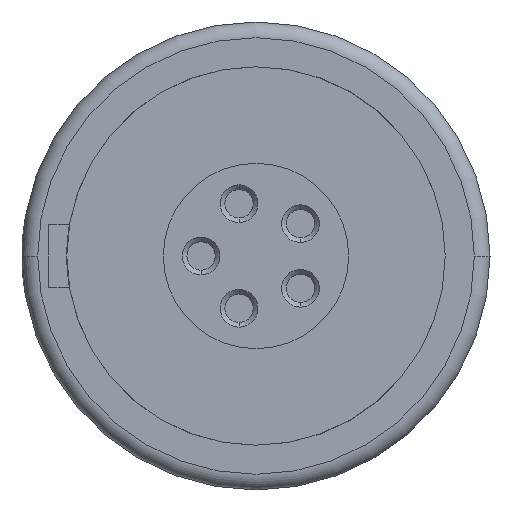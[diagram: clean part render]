
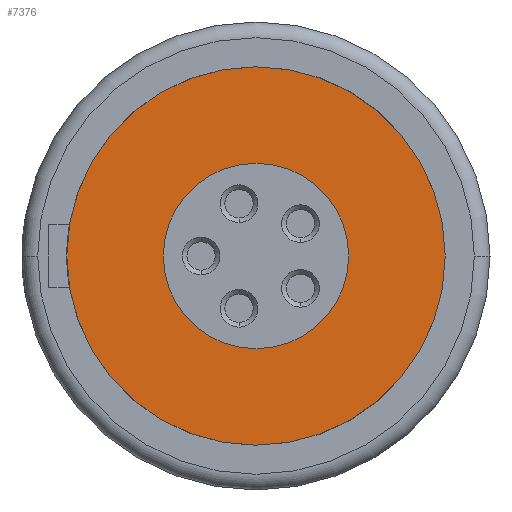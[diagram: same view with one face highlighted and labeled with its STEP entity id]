
A CAD part, left-side view. The second image highlights one B-rep face of the part: STEP entity #7376.
In plain terms, the highlighted planar face has unit normal (-1, 0, 0).
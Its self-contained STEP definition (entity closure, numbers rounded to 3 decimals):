
#3785=CARTESIAN_POINT('',(-1.,0.,0.));
#3786=DIRECTION('',(-1.,0.,0.));
#3787=DIRECTION('',(0.,1.,0.));
#3788=AXIS2_PLACEMENT_3D('',#3785,#3786,#3787);
#3790=CARTESIAN_POINT('',(-1.,0.,0.));
#3791=DIRECTION('',(1.,0.,0.));
#3792=DIRECTION('',(0.,1.,0.));
#3793=AXIS2_PLACEMENT_3D('',#3790,#3791,#3792);
#3795=CARTESIAN_POINT('',(-1.,0.,0.));
#3796=DIRECTION('',(-1.,0.,0.));
#3797=DIRECTION('',(0.,0.,1.));
#3798=AXIS2_PLACEMENT_3D('',#3795,#3796,#3797);
#3800=CARTESIAN_POINT('',(-1.,0.,0.));
#3801=DIRECTION('',(-1.,0.,0.));
#3802=DIRECTION('',(0.,0.,-1.));
#3803=AXIS2_PLACEMENT_3D('',#3800,#3801,#3802);
#4061=CARTESIAN_POINT('',(-1.,0.,-2.95));
#4062=VERTEX_POINT('',#4061);
#4063=CARTESIAN_POINT('',(-1.,0.,2.95));
#4064=VERTEX_POINT('',#4063);
#4304=CARTESIAN_POINT('',(-1.,-6.025,0.));
#4306=VERTEX_POINT('',#4304);
#4311=CARTESIAN_POINT('',(-1.,6.025,0.));
#4312=VERTEX_POINT('',#4311);
#7361=CARTESIAN_POINT('',(-1.,0.,0.));
#7362=DIRECTION('',(1.,0.,0.));
#7363=DIRECTION('',(0.,-1.,0.));
#7364=AXIS2_PLACEMENT_3D('',#7361,#7362,#7363);
#7365=PLANE('',#7364);
#7366=ORIENTED_EDGE('',*,*,#7352,.F.);
#7367=ORIENTED_EDGE('',*,*,#7338,.T.);
#7368=EDGE_LOOP('',(#7366,#7367));
#7369=FACE_OUTER_BOUND('',#7368,.F.);
#7371=ORIENTED_EDGE('',*,*,#7370,.T.);
#7373=ORIENTED_EDGE('',*,*,#7372,.T.);
#7374=EDGE_LOOP('',(#7371,#7373));
#7375=FACE_BOUND('',#7374,.F.);
#7376=ADVANCED_FACE('',(#7369,#7375),#7365,.F.);
#3789=CIRCLE('',#3788,6.025);
#3794=CIRCLE('',#3793,6.025);
#3799=CIRCLE('',#3798,2.95);
#3804=CIRCLE('',#3803,2.95);
#7338=EDGE_CURVE('',#4312,#4306,#3794,.T.);
#7352=EDGE_CURVE('',#4312,#4306,#3789,.T.);
#7370=EDGE_CURVE('',#4064,#4062,#3799,.T.);
#7372=EDGE_CURVE('',#4062,#4064,#3804,.T.);
